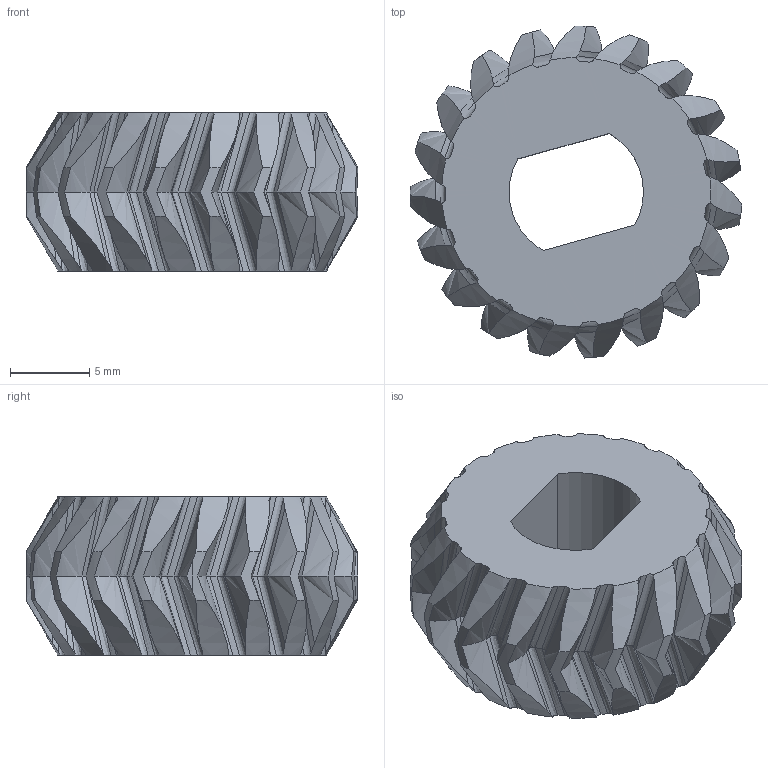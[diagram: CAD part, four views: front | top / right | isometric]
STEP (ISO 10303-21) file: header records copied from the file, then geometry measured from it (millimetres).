
FILE_DESCRIPTION (( 'STEP AP214' ), '1' );
FILE_NAME ('herringbone_d_19.STEP', '2022-11-24T04:43:59', ( '' ), ( '' ), 'SwSTEP 2.0', 'SolidWorks 2020', '' );
FILE_SCHEMA (( 'AUTOMOTIVE_DESIGN' ));
Length unit declared in the file: millimetre
Products named in the file (1): herringbone_d_19
Bounding box: 20.97 x 20.99 x 10 mm (x, y, z)
Volume: 2140.2 mm3; surface area: 1669.8 mm2
Topology: 1 solids, 1 shells, 331 faces, 873 edges, 544 vertices
Faces by surface type: bspline 266, cone 38, cylinder 23, plane 4
Entity records: 23368 total; most frequent: CARTESIAN_POINT 17675, ORIENTED_EDGE 1746, EDGE_CURVE 873, VERTEX_POINT 544, B_SPLINE_CURVE_WITH_KNOTS 532, DIRECTION 458, EDGE_LOOP 333, FACE_OUTER_BOUND 331
